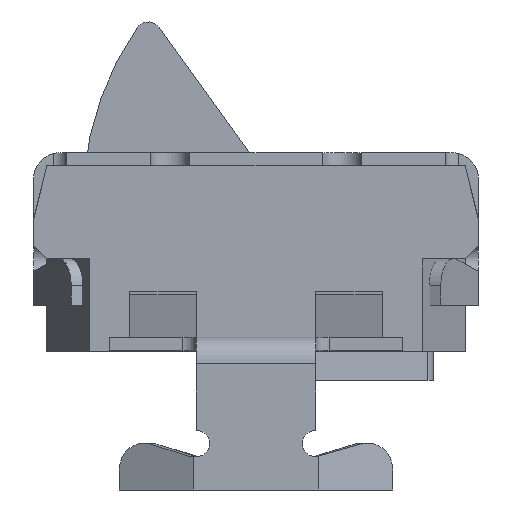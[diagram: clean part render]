
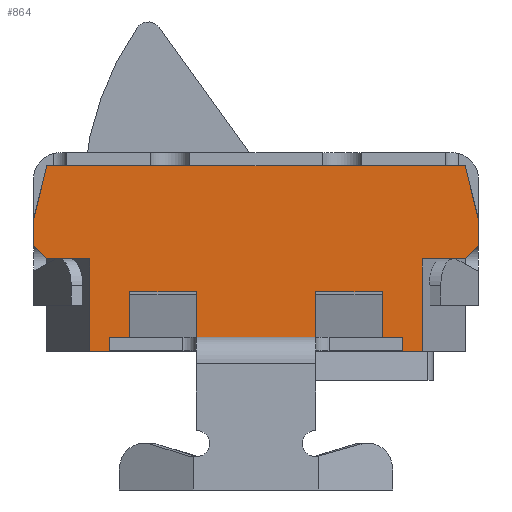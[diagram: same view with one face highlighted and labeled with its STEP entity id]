
A CAD part, left-side view. The second image highlights one B-rep face of the part: STEP entity #864.
In plain terms, the highlighted face is planar.
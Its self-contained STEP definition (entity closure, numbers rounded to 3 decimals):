
#864 = ADVANCED_FACE( '', ( #1799 ), #1800, .T. );
#1799 = FACE_OUTER_BOUND( '', #2969, .T. );
#1800 = PLANE( '', #2970 );
#2969 = EDGE_LOOP( '', ( #4891, #4892, #4893, #4894, #4895, #4896, #4897, #4898, #4899, #4900, #4901, #4902 ) );
#2970 = AXIS2_PLACEMENT_3D( '', #4903, #4904, #4905 );
#4891 = ORIENTED_EDGE( '', *, *, #6273, .F. );
#4892 = ORIENTED_EDGE( '', *, *, #6274, .T. );
#4893 = ORIENTED_EDGE( '', *, *, #6261, .T. );
#4894 = ORIENTED_EDGE( '', *, *, #6084, .T. );
#4895 = ORIENTED_EDGE( '', *, *, #6275, .F. );
#4896 = ORIENTED_EDGE( '', *, *, #5723, .T. );
#4897 = ORIENTED_EDGE( '', *, *, #5574, .T. );
#4898 = ORIENTED_EDGE( '', *, *, #6096, .T. );
#4899 = ORIENTED_EDGE( '', *, *, #5904, .F. );
#4900 = ORIENTED_EDGE( '', *, *, #6276, .T. );
#4901 = ORIENTED_EDGE( '', *, *, #6189, .T. );
#4902 = ORIENTED_EDGE( '', *, *, #6209, .F. );
#4903 = CARTESIAN_POINT( '', ( 2.375, 1.1, 0. ) );
#4904 = DIRECTION( '', ( 0., 1., 0. ) );
#4905 = DIRECTION( '', ( -1., 0., 0. ) );
#5574 = EDGE_CURVE( '', #6498, #6496, #6499, .T. );
#5723 = EDGE_CURVE( '', #6755, #6498, #6759, .F. );
#5904 = EDGE_CURVE( '', #7051, #7053, #7054, .F. );
#6084 = EDGE_CURVE( '', #7311, #7309, #7312, .T. );
#6096 = EDGE_CURVE( '', #6496, #7053, #7327, .T. );
#6189 = EDGE_CURVE( '', #7453, #7451, #7454, .T. );
#6209 = EDGE_CURVE( '', #7478, #7451, #7480, .F. );
#6261 = EDGE_CURVE( '', #7542, #7311, #7543, .F. );
#6273 = EDGE_CURVE( '', #7557, #7478, #7558, .F. );
#6274 = EDGE_CURVE( '', #7557, #7542, #7559, .T. );
#6275 = EDGE_CURVE( '', #6755, #7309, #7560, .F. );
#6276 = EDGE_CURVE( '', #7051, #7453, #7561, .T. );
#6496 = VERTEX_POINT( '', #7840 );
#6498 = VERTEX_POINT( '', #7843 );
#6499 = LINE( '', #7844, #7845 );
#6755 = VERTEX_POINT( '', #8208 );
#6759 = LINE( '', #8214, #8215 );
#7051 = VERTEX_POINT( '', #8635 );
#7053 = VERTEX_POINT( '', #8638 );
#7054 = LINE( '', #8639, #8640 );
#7309 = VERTEX_POINT( '', #9030 );
#7311 = VERTEX_POINT( '', #9033 );
#7312 = LINE( '', #9034, #9035 );
#7327 = LINE( '', #9052, #9053 );
#7451 = VERTEX_POINT( '', #9232 );
#7453 = VERTEX_POINT( '', #9235 );
#7454 = LINE( '', #9236, #9237 );
#7478 = VERTEX_POINT( '', #9272 );
#7480 = LINE( '', #9275, #9276 );
#7542 = VERTEX_POINT( '', #9357 );
#7543 = LINE( '', #9358, #9359 );
#7557 = VERTEX_POINT( '', #9377 );
#7558 = LINE( '', #9378, #9379 );
#7559 = LINE( '', #9380, #9381 );
#7560 = LINE( '', #9382, #9383 );
#7561 = LINE( '', #9384, #9385 );
#7840 = CARTESIAN_POINT( '', ( -0.55, 1.1, 0. ) );
#7843 = CARTESIAN_POINT( '', ( 1.95, 1.1, 0. ) );
#7844 = CARTESIAN_POINT( '', ( 2.375, 1.1, 0. ) );
#7845 = VECTOR( '', #9597, 1000. );
#8208 = CARTESIAN_POINT( '', ( 1.95, 1.1, 0.7 ) );
#8214 = CARTESIAN_POINT( '', ( 1.95, 1.1, 0. ) );
#8215 = VECTOR( '', #9773, 1000. );
#8635 = CARTESIAN_POINT( '', ( -0.875, 1.1, 0.7 ) );
#8638 = CARTESIAN_POINT( '', ( -0.55, 1.1, 0.7 ) );
#8639 = CARTESIAN_POINT( '', ( -0.548, 1.1, 0.7 ) );
#8640 = VECTOR( '', #9968, 1000. );
#9030 = CARTESIAN_POINT( '', ( 2.275, 1.1, 0.7 ) );
#9033 = CARTESIAN_POINT( '', ( 2.375, 1.1, 0.8 ) );
#9034 = CARTESIAN_POINT( '', ( 2.375, 1.1, 0.8 ) );
#9035 = VECTOR( '', #10138, 1000. );
#9052 = CARTESIAN_POINT( '', ( -0.55, 1.1, 0. ) );
#9053 = VECTOR( '', #10156, 1000. );
#9232 = CARTESIAN_POINT( '', ( -0.975, 1.1, 1. ) );
#9235 = CARTESIAN_POINT( '', ( -0.975, 1.1, 0.8 ) );
#9236 = CARTESIAN_POINT( '', ( -0.975, 1.1, 0. ) );
#9237 = VECTOR( '', #10255, 1000. );
#9272 = CARTESIAN_POINT( '', ( -0.875, 1.1, 1.4 ) );
#9275 = CARTESIAN_POINT( '', ( -0.975, 1.1, 1. ) );
#9276 = VECTOR( '', #10271, 1000. );
#9357 = CARTESIAN_POINT( '', ( 2.375, 1.1, 1. ) );
#9358 = CARTESIAN_POINT( '', ( 2.375, 1.1, 0. ) );
#9359 = VECTOR( '', #10327, 1000. );
#9377 = CARTESIAN_POINT( '', ( 2.275, 1.1, 1.4 ) );
#9378 = CARTESIAN_POINT( '', ( -0.875, 1.1, 1.4 ) );
#9379 = VECTOR( '', #10338, 1000. );
#9380 = CARTESIAN_POINT( '', ( 2.275, 1.1, 1.4 ) );
#9381 = VECTOR( '', #10339, 1000. );
#9382 = CARTESIAN_POINT( '', ( 2.275, 1.1, 0.7 ) );
#9383 = VECTOR( '', #10340, 1000. );
#9384 = CARTESIAN_POINT( '', ( -0.875, 1.1, 0.7 ) );
#9385 = VECTOR( '', #10341, 1000. );
#9597 = DIRECTION( '', ( -1., 0., 0. ) );
#9773 = DIRECTION( '', ( 0., 0., 1. ) );
#9968 = DIRECTION( '', ( -1., 0., 0. ) );
#10138 = DIRECTION( '', ( -0.707, 0., -0.707 ) );
#10156 = DIRECTION( '', ( 0., 0., 1. ) );
#10255 = DIRECTION( '', ( 0., 0., 1. ) );
#10271 = DIRECTION( '', ( 0.243, 0., 0.97 ) );
#10327 = DIRECTION( '', ( 0., 0., 1. ) );
#10338 = DIRECTION( '', ( 1., 0., 0. ) );
#10339 = DIRECTION( '', ( 0.243, 0., -0.97 ) );
#10340 = DIRECTION( '', ( -1., 0., 0. ) );
#10341 = DIRECTION( '', ( -0.707, 0., 0.707 ) );
